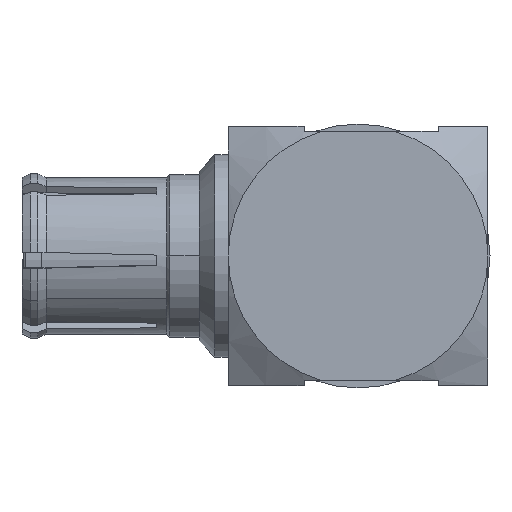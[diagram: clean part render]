
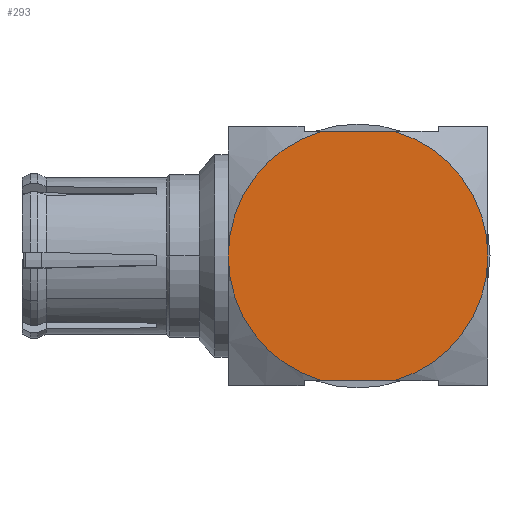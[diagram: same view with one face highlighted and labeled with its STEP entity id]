
A CAD part, left-side view. The second image highlights one B-rep face of the part: STEP entity #293.
In plain terms, the highlighted planar face has unit normal (-1, 0, 0).
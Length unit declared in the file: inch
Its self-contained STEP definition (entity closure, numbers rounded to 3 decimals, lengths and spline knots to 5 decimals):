
#66 = PLANE ( 'NONE',  #1009 ) ;
#78 = VERTEX_POINT ( 'NONE', #3091 ) ;
#175 = ORIENTED_EDGE ( 'NONE', *, *, #2367, .T. ) ;
#186 = DIRECTION ( 'NONE',  ( -1., 0., 0. ) ) ;
#256 = ORIENTED_EDGE ( 'NONE', *, *, #1024, .T. ) ;
#282 = EDGE_CURVE ( 'NONE', #2615, #1738, #408, .T. ) ;
#293 = ADVANCED_FACE ( 'NONE', ( #3523 ), #66, .F. ) ;
#335 = DIRECTION ( 'NONE',  ( 0., 0., 1. ) ) ;
#408 = CIRCLE ( 'NONE', #880, 0.12402 ) ;
#568 = CARTESIAN_POINT ( 'NONE',  ( -0.12598, 0.03486, -0.11902 ) ) ;
#640 = DIRECTION ( 'NONE',  ( -1., 0., 0. ) ) ;
#658 = DIRECTION ( 'NONE',  ( 1., 0., 0. ) ) ;
#846 = DIRECTION ( 'NONE',  ( 0., 1., 0. ) ) ;
#880 = AXIS2_PLACEMENT_3D ( 'NONE', #3945, #2267, #3298 ) ;
#884 = LINE ( 'NONE', #1478, #1936 ) ;
#896 = CIRCLE ( 'NONE', #3712, 0.12402 ) ;
#971 = DIRECTION ( 'NONE',  ( -1., 0., 0. ) ) ;
#1009 = AXIS2_PLACEMENT_3D ( 'NONE', #3238, #658, #1926 ) ;
#1024 = EDGE_CURVE ( 'NONE', #1738, #2669, #896, .T. ) ;
#1087 = CARTESIAN_POINT ( 'NONE',  ( -0.12598, -0.03486, -0.11902 ) ) ;
#1117 = ORIENTED_EDGE ( 'NONE', *, *, #3456, .T. ) ;
#1201 = ORIENTED_EDGE ( 'NONE', *, *, #1621, .T. ) ;
#1289 = DIRECTION ( 'NONE',  ( 0., -1., 0. ) ) ;
#1368 = CARTESIAN_POINT ( 'NONE',  ( -0.12598, 0., 0. ) ) ;
#1478 = CARTESIAN_POINT ( 'NONE',  ( -0.12598, -0.12402, 0.11902 ) ) ;
#1578 = ORIENTED_EDGE ( 'NONE', *, *, #282, .T. ) ;
#1621 = EDGE_CURVE ( 'NONE', #78, #2782, #3329, .T. ) ;
#1649 = AXIS2_PLACEMENT_3D ( 'NONE', #2714, #186, #3992 ) ;
#1738 = VERTEX_POINT ( 'NONE', #2946 ) ;
#1786 = CIRCLE ( 'NONE', #1649, 0.12402 ) ;
#1866 = VECTOR ( 'NONE', #1289, 39.37008 ) ;
#1926 = DIRECTION ( 'NONE',  ( 0., 0., -1. ) ) ;
#1936 = VECTOR ( 'NONE', #846, 39.37008 ) ;
#1973 = CARTESIAN_POINT ( 'NONE',  ( -0.12598, -0.12402, -0.11902 ) ) ;
#1993 = LINE ( 'NONE', #1973, #1866 ) ;
#2074 = EDGE_CURVE ( 'NONE', #2766, #2615, #1993, .T. ) ;
#2247 = DIRECTION ( 'NONE',  ( 0., 0., 1. ) ) ;
#2267 = DIRECTION ( 'NONE',  ( -1., 0., 0. ) ) ;
#2367 = EDGE_CURVE ( 'NONE', #2669, #78, #884, .T. ) ;
#2562 = EDGE_LOOP ( 'NONE', ( #256, #175, #1201, #1117, #2882, #1578 ) ) ;
#2615 = VERTEX_POINT ( 'NONE', #1087 ) ;
#2664 = CARTESIAN_POINT ( 'NONE',  ( -0.12598, -0.03486, 0.11902 ) ) ;
#2669 = VERTEX_POINT ( 'NONE', #2664 ) ;
#2714 = CARTESIAN_POINT ( 'NONE',  ( -0.12598, 0., 0. ) ) ;
#2766 = VERTEX_POINT ( 'NONE', #568 ) ;
#2782 = VERTEX_POINT ( 'NONE', #3460 ) ;
#2882 = ORIENTED_EDGE ( 'NONE', *, *, #2074, .T. ) ;
#2946 = CARTESIAN_POINT ( 'NONE',  ( -0.12598, -0.12402, 0. ) ) ;
#3091 = CARTESIAN_POINT ( 'NONE',  ( -0.12598, 0.03486, 0.11902 ) ) ;
#3238 = CARTESIAN_POINT ( 'NONE',  ( -0.12598, -0.12402, 0.12402 ) ) ;
#3298 = DIRECTION ( 'NONE',  ( 0., 0., 1. ) ) ;
#3329 = CIRCLE ( 'NONE', #3585, 0.12402 ) ;
#3456 = EDGE_CURVE ( 'NONE', #2782, #2766, #1786, .T. ) ;
#3460 = CARTESIAN_POINT ( 'NONE',  ( -0.12598, 0.12402, 0. ) ) ;
#3523 = FACE_OUTER_BOUND ( 'NONE', #2562, .T. ) ;
#3585 = AXIS2_PLACEMENT_3D ( 'NONE', #4160, #971, #2247 ) ;
#3712 = AXIS2_PLACEMENT_3D ( 'NONE', #1368, #640, #335 ) ;
#3945 = CARTESIAN_POINT ( 'NONE',  ( -0.12598, 0., 0. ) ) ;
#3992 = DIRECTION ( 'NONE',  ( 0., 0., 1. ) ) ;
#4160 = CARTESIAN_POINT ( 'NONE',  ( -0.12598, 0., 0. ) ) ;
